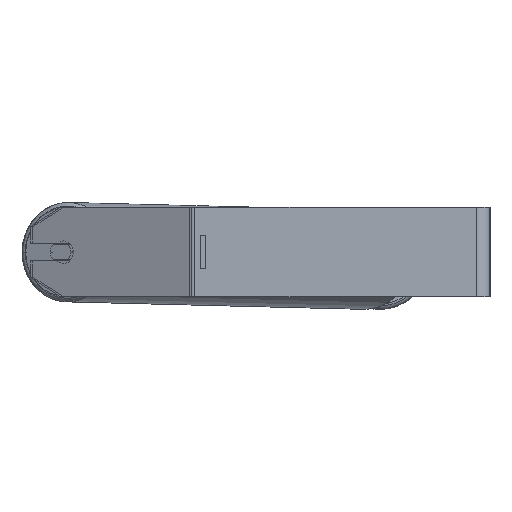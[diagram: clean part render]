
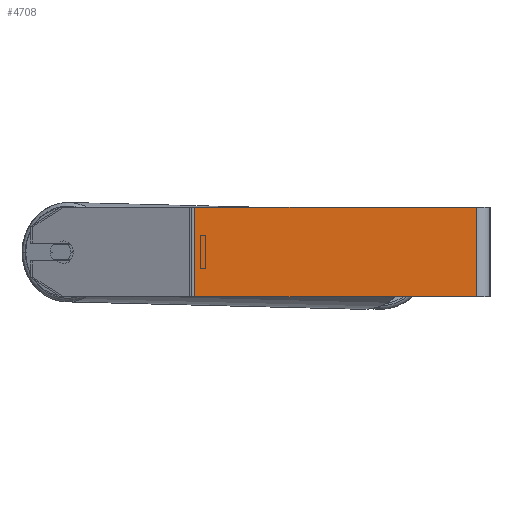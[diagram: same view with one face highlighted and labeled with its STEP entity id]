
A CAD part, left-side view. The second image highlights one B-rep face of the part: STEP entity #4708.
In plain terms, the highlighted planar face has unit normal (-1, 0, 0).
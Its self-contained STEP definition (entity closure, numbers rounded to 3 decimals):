
#417 = VECTOR ( 'NONE', #5847, 1000. ) ;
#624 = DIRECTION ( 'NONE',  ( 0., 0., -1. ) ) ;
#743 = ORIENTED_EDGE ( 'NONE', *, *, #2929, .F. ) ;
#1024 = VERTEX_POINT ( 'NONE', #6709 ) ;
#1120 = LINE ( 'NONE', #6642, #6443 ) ;
#1168 = CARTESIAN_POINT ( 'NONE',  ( -1000., 266.938, -40. ) ) ;
#1413 = DIRECTION ( 'NONE',  ( 0., 0., -1. ) ) ;
#2016 = LINE ( 'NONE', #1168, #417 ) ;
#2138 = FACE_OUTER_BOUND ( 'NONE', #3489, .T. ) ;
#2232 = VECTOR ( 'NONE', #1413, 1000. ) ;
#2341 = CARTESIAN_POINT ( 'NONE',  ( -1000., 264.277, -40. ) ) ;
#2674 = AXIS2_PLACEMENT_3D ( 'NONE', #3502, #8010, #5398 ) ;
#2929 = EDGE_CURVE ( 'NONE', #6363, #6605, #1120, .T. ) ;
#3291 = LINE ( 'NONE', #5233, #5365 ) ;
#3489 = EDGE_LOOP ( 'NONE', ( #4339, #6977, #743, #8227 ) ) ;
#3502 = CARTESIAN_POINT ( 'NONE',  ( -1000., 266.938, 40. ) ) ;
#3567 = EDGE_CURVE ( 'NONE', #6605, #1024, #4165, .T. ) ;
#4165 = LINE ( 'NONE', #7473, #2232 ) ;
#4310 = CARTESIAN_POINT ( 'NONE',  ( -1000., 12., 40. ) ) ;
#4339 = ORIENTED_EDGE ( 'NONE', *, *, #7663, .T. ) ;
#4646 = CARTESIAN_POINT ( 'NONE',  ( -1000., 264.277, 40. ) ) ;
#4708 = ADVANCED_FACE ( 'NONE', ( #2138 ), #7352, .F. ) ;
#5233 = CARTESIAN_POINT ( 'NONE',  ( -1000., 264.277, 40. ) ) ;
#5237 = DIRECTION ( 'NONE',  ( 0., -1., 0. ) ) ;
#5365 = VECTOR ( 'NONE', #624, 1000. ) ;
#5398 = DIRECTION ( 'NONE',  ( 0., 0., -1. ) ) ;
#5847 = DIRECTION ( 'NONE',  ( 0., -1., 0. ) ) ;
#6192 = VERTEX_POINT ( 'NONE', #2341 ) ;
#6363 = VERTEX_POINT ( 'NONE', #4646 ) ;
#6443 = VECTOR ( 'NONE', #5237, 1000. ) ;
#6605 = VERTEX_POINT ( 'NONE', #4310 ) ;
#6642 = CARTESIAN_POINT ( 'NONE',  ( -1000., 266.938, 40. ) ) ;
#6709 = CARTESIAN_POINT ( 'NONE',  ( -1000., 12., -40. ) ) ;
#6977 = ORIENTED_EDGE ( 'NONE', *, *, #3567, .F. ) ;
#7352 = PLANE ( 'NONE',  #2674 ) ;
#7473 = CARTESIAN_POINT ( 'NONE',  ( -1000., 12., 40. ) ) ;
#7663 = EDGE_CURVE ( 'NONE', #6192, #1024, #2016, .T. ) ;
#8010 = DIRECTION ( 'NONE',  ( 1., 0., 0. ) ) ;
#8077 = EDGE_CURVE ( 'NONE', #6363, #6192, #3291, .T. ) ;
#8227 = ORIENTED_EDGE ( 'NONE', *, *, #8077, .T. ) ;
